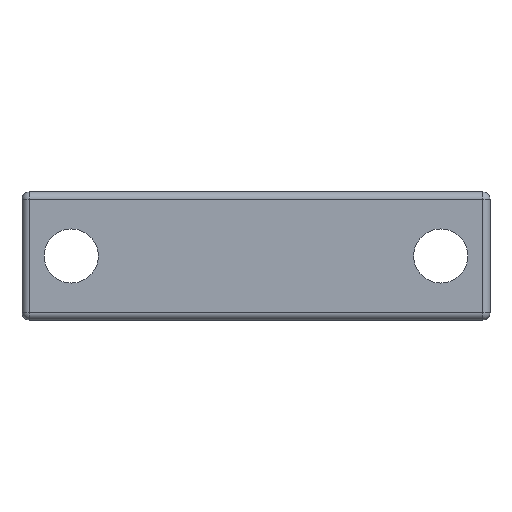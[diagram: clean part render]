
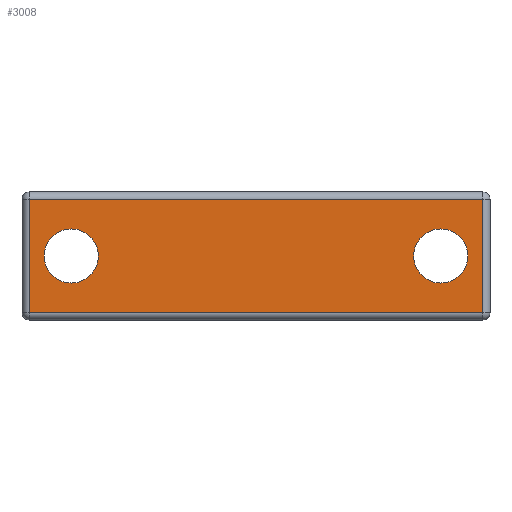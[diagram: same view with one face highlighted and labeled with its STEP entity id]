
A CAD part, front view. The second image highlights one B-rep face of the part: STEP entity #3008.
In plain terms, the highlighted planar face has unit normal (0, -1, 0).
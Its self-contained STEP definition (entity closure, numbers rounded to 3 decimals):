
#2 = DIRECTION ( 'NONE',  ( 0., 1., 0. ) ) ;
#14 = DIRECTION ( 'NONE',  ( -1., 0., 0. ) ) ;
#29 = CARTESIAN_POINT ( 'NONE',  ( 46., -29., -11.5 ) ) ;
#41 = CIRCLE ( 'NONE', #1493, 5.5 ) ;
#191 = CIRCLE ( 'NONE', #3128, 5.5 ) ;
#269 = VERTEX_POINT ( 'NONE', #29 ) ;
#282 = CARTESIAN_POINT ( 'NONE',  ( -37.5, -29., 5.5 ) ) ;
#324 = EDGE_CURVE ( 'NONE', #269, #3036, #3544, .T. ) ;
#372 = ORIENTED_EDGE ( 'NONE', *, *, #3752, .T. ) ;
#397 = CARTESIAN_POINT ( 'NONE',  ( 47.5, -29., 11.5 ) ) ;
#404 = CIRCLE ( 'NONE', #2819, 5.5 ) ;
#435 = ORIENTED_EDGE ( 'NONE', *, *, #1197, .T. ) ;
#442 = CARTESIAN_POINT ( 'NONE',  ( 37.5, -29., 0. ) ) ;
#506 = FACE_BOUND ( 'NONE', #1455, .T. ) ;
#554 = VECTOR ( 'NONE', #778, 1000. ) ;
#600 = VERTEX_POINT ( 'NONE', #2452 ) ;
#642 = LINE ( 'NONE', #397, #1419 ) ;
#664 = EDGE_CURVE ( 'NONE', #600, #2885, #191, .T. ) ;
#684 = DIRECTION ( 'NONE',  ( 0., 0., -1. ) ) ;
#727 = DIRECTION ( 'NONE',  ( -1., 0., 0. ) ) ;
#763 = CARTESIAN_POINT ( 'NONE',  ( 47.5, -29., -11.5 ) ) ;
#772 = DIRECTION ( 'NONE',  ( -1., 0., 0. ) ) ;
#778 = DIRECTION ( 'NONE',  ( 1., 0., 0. ) ) ;
#966 = EDGE_CURVE ( 'NONE', #3158, #269, #1428, .T. ) ;
#984 = CARTESIAN_POINT ( 'NONE',  ( -46., -29., 13. ) ) ;
#1050 = CARTESIAN_POINT ( 'NONE',  ( -46., -29., 11.5 ) ) ;
#1193 = ORIENTED_EDGE ( 'NONE', *, *, #3971, .T. ) ;
#1197 = EDGE_CURVE ( 'NONE', #2600, #3158, #2915, .T. ) ;
#1261 = PLANE ( 'NONE',  #3253 ) ;
#1378 = FACE_BOUND ( 'NONE', #1634, .T. ) ;
#1385 = VECTOR ( 'NONE', #2401, 1000. ) ;
#1419 = VECTOR ( 'NONE', #727, 1000. ) ;
#1428 = LINE ( 'NONE', #763, #554 ) ;
#1455 = EDGE_LOOP ( 'NONE', ( #3361, #3712 ) ) ;
#1457 = CARTESIAN_POINT ( 'NONE',  ( -37.5, -29., 0. ) ) ;
#1493 = AXIS2_PLACEMENT_3D ( 'NONE', #1457, #3593, #1753 ) ;
#1634 = EDGE_LOOP ( 'NONE', ( #372, #2208 ) ) ;
#1680 = AXIS2_PLACEMENT_3D ( 'NONE', #1880, #2, #2194 ) ;
#1753 = DIRECTION ( 'NONE',  ( -1., 0., 0. ) ) ;
#1880 = CARTESIAN_POINT ( 'NONE',  ( -37.5, -29., 0. ) ) ;
#1885 = DIRECTION ( 'NONE',  ( 0., 1., 0. ) ) ;
#2194 = DIRECTION ( 'NONE',  ( -1., 0., 0. ) ) ;
#2208 = ORIENTED_EDGE ( 'NONE', *, *, #2765, .T. ) ;
#2300 = FACE_OUTER_BOUND ( 'NONE', #3792, .T. ) ;
#2401 = DIRECTION ( 'NONE',  ( 0., 0., 1. ) ) ;
#2417 = CARTESIAN_POINT ( 'NONE',  ( 46., -29., 13. ) ) ;
#2452 = CARTESIAN_POINT ( 'NONE',  ( 37.5, -29., -5.5 ) ) ;
#2568 = CIRCLE ( 'NONE', #1680, 5.5 ) ;
#2600 = VERTEX_POINT ( 'NONE', #1050 ) ;
#2639 = DIRECTION ( 'NONE',  ( 0., 1., 0. ) ) ;
#2758 = CARTESIAN_POINT ( 'NONE',  ( 37.5, -29., 5.5 ) ) ;
#2765 = EDGE_CURVE ( 'NONE', #2793, #3381, #41, .T. ) ;
#2793 = VERTEX_POINT ( 'NONE', #3296 ) ;
#2819 = AXIS2_PLACEMENT_3D ( 'NONE', #442, #2639, #772 ) ;
#2885 = VERTEX_POINT ( 'NONE', #2758 ) ;
#2915 = LINE ( 'NONE', #984, #3183 ) ;
#3008 = ADVANCED_FACE ( 'NONE', ( #2300, #1378, #506 ), #1261, .F. ) ;
#3036 = VERTEX_POINT ( 'NONE', #3429 ) ;
#3106 = CARTESIAN_POINT ( 'NONE',  ( 47.5, -29., 13. ) ) ;
#3128 = AXIS2_PLACEMENT_3D ( 'NONE', #3674, #3662, #3687 ) ;
#3158 = VERTEX_POINT ( 'NONE', #3804 ) ;
#3183 = VECTOR ( 'NONE', #684, 1000. ) ;
#3253 = AXIS2_PLACEMENT_3D ( 'NONE', #3106, #1885, #14 ) ;
#3296 = CARTESIAN_POINT ( 'NONE',  ( -37.5, -29., -5.5 ) ) ;
#3361 = ORIENTED_EDGE ( 'NONE', *, *, #3538, .T. ) ;
#3381 = VERTEX_POINT ( 'NONE', #282 ) ;
#3429 = CARTESIAN_POINT ( 'NONE',  ( 46., -29., 11.5 ) ) ;
#3538 = EDGE_CURVE ( 'NONE', #2885, #600, #404, .T. ) ;
#3544 = LINE ( 'NONE', #2417, #1385 ) ;
#3593 = DIRECTION ( 'NONE',  ( 0., 1., 0. ) ) ;
#3662 = DIRECTION ( 'NONE',  ( 0., 1., 0. ) ) ;
#3674 = CARTESIAN_POINT ( 'NONE',  ( 37.5, -29., 0. ) ) ;
#3687 = DIRECTION ( 'NONE',  ( -1., 0., 0. ) ) ;
#3712 = ORIENTED_EDGE ( 'NONE', *, *, #664, .T. ) ;
#3752 = EDGE_CURVE ( 'NONE', #3381, #2793, #2568, .T. ) ;
#3792 = EDGE_LOOP ( 'NONE', ( #435, #3865, #3858, #1193 ) ) ;
#3804 = CARTESIAN_POINT ( 'NONE',  ( -46., -29., -11.5 ) ) ;
#3858 = ORIENTED_EDGE ( 'NONE', *, *, #324, .T. ) ;
#3865 = ORIENTED_EDGE ( 'NONE', *, *, #966, .T. ) ;
#3971 = EDGE_CURVE ( 'NONE', #3036, #2600, #642, .T. ) ;
